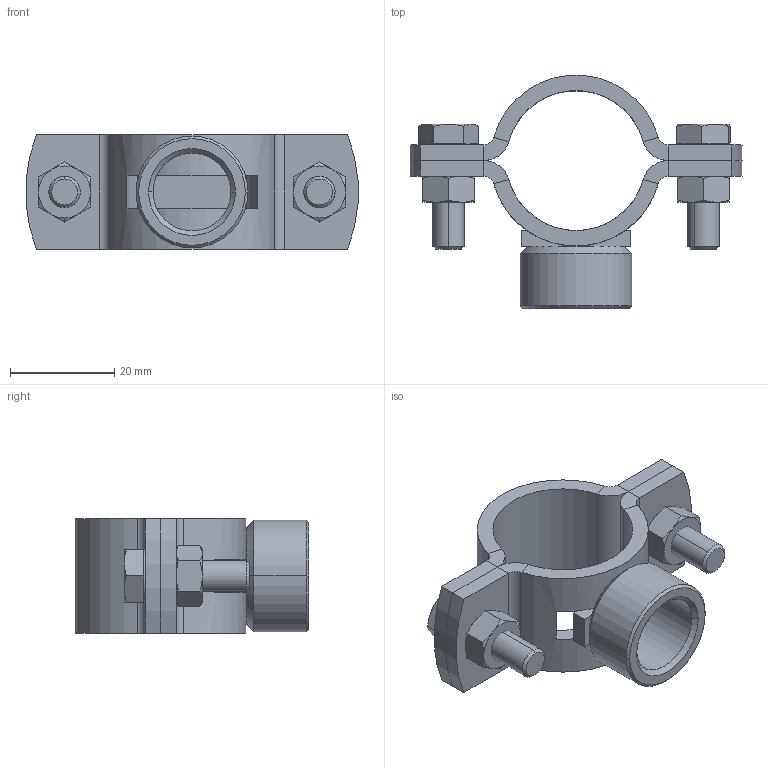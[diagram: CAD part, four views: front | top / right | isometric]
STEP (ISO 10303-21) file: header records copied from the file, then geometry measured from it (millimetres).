
FILE_DESCRIPTION (( 'STEP AP203' ), '1' );
FILE_NAME ('51.812.STEP', '2019-11-21T16:01:31', ( '' ), ( '' ), 'SwSTEP 2.0', 'SolidWorks 2019', '' );
FILE_SCHEMA (( 'CONFIG_CONTROL_DESIGN' ));
Length unit declared in the file: millimetre
Products named in the file (7): 1000003485; 1000003360_03 - Gr. 25-28 - H-17103.003; 1000003264; 51.812; 1000003483; 1000003380_03 - Gr. 25-28 - H-17105.603; 1000003369_03 - Gr. 25-28 - H-17104.003
Assembly tree (8 placements, depth 3):
  51.812
    1000003380_03 - Gr. 25-28 - H-17105.603
      1000003369_03 - Gr. 25-28 - H-17104.003
      1000003264
    1000003360_03 - Gr. 25-28 - H-17103.003
    1000003483  x2
    1000003485  x2
Bounding box: 63.83 x 44.84 x 22 mm (x, y, z)
Volume: 13860.6 mm3; surface area: 11544.6 mm2
Topology: 7 solids, 7 shells, 192 faces, 416 edges, 238 vertices
Faces by surface type: plane 90, cone 62, cylinder 40
Entity records: 4586 total; most frequent: CARTESIAN_POINT 777, DIRECTION 677, ORIENTED_EDGE 596, EDGE_CURVE 298, AXIS2_PLACEMENT_3D 267, VERTEX_POINT 171, EDGE_LOOP 151, LINE 143
